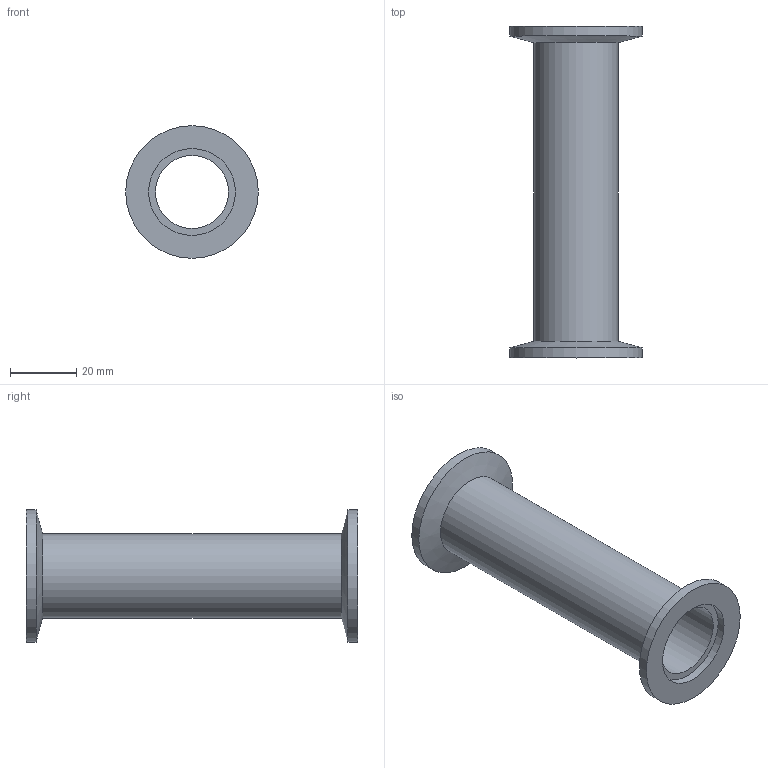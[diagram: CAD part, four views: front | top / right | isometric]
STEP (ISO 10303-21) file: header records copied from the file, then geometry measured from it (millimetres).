
FILE_DESCRIPTION(/* description */ (''),/* implementation_level */ '2;1');
FILE_NAME(/* name */ 'FL-SC25KF.stp',/* time_stamp */ '2018-08-24T08:51:18+01:00',/* author */ ('paul'),/* organization */ (''),/* preprocessor_version */ 'ST-DEVELOPER v17.2',/* originating_system */ 'Autodesk Inventor 2019',/* authorisation */ '');
FILE_SCHEMA (('AUTOMOTIVE_DESIGN { 1 0 10303 214 3 1 1 }'));
Length unit declared in the file: millimetre
Products named in the file (1): FL-SC25KF
Bounding box: 40 x 100 x 40 mm (x, y, z)
Volume: 17719.8 mm3; surface area: 18225.9 mm2
Topology: 1 solids, 1 shells, 12 faces, 32 edges, 24 vertices
Faces by surface type: cylinder 6, plane 4, cone 2
Full cylindrical faces by diameter (mm): 22 x1, 25.4 x1, 26.2 x2, 40 x2
Entity records: 449 total; most frequent: DIRECTION 82, CARTESIAN_POINT 69, ORIENTED_EDGE 64, AXIS2_PLACEMENT_3D 37, EDGE_CURVE 32, CIRCLE 24, VERTEX_POINT 24, EDGE_LOOP 16
